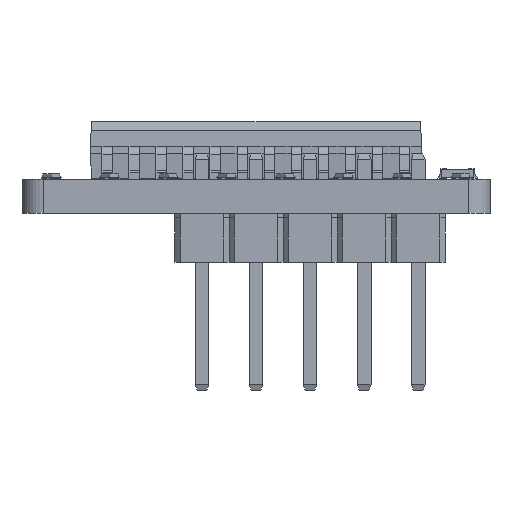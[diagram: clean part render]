
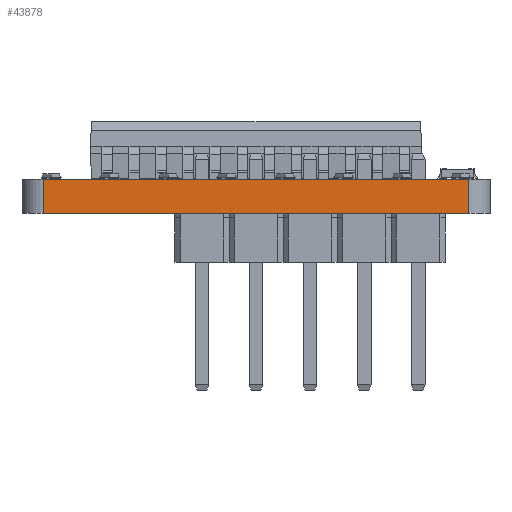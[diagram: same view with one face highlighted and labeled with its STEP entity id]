
A CAD part, front view. The second image highlights one B-rep face of the part: STEP entity #43878.
In plain terms, the highlighted planar face has unit normal (0, -1, 0).
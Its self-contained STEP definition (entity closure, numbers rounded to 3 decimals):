
#42608 = PLANE('',#42609);
#42609 = AXIS2_PLACEMENT_3D('',#42610,#42611,#42612);
#42610 = CARTESIAN_POINT('',(11.,27.,1.6));
#42611 = DIRECTION('',(0.,0.,1.));
#42612 = DIRECTION('',(1.,0.,-0.));
#42662 = PLANE('',#42663);
#42663 = AXIS2_PLACEMENT_3D('',#42664,#42665,#42666);
#42664 = CARTESIAN_POINT('',(11.,27.,0.));
#42665 = DIRECTION('',(0.,0.,1.));
#42666 = DIRECTION('',(1.,0.,-0.));
#42859 = VERTEX_POINT('',#42860);
#42860 = CARTESIAN_POINT('',(1.,0.,0.));
#42875 = CYLINDRICAL_SURFACE('',#42876,1.);
#42876 = AXIS2_PLACEMENT_3D('',#42877,#42878,#42879);
#42877 = CARTESIAN_POINT('',(1.,1.,0.));
#42878 = DIRECTION('',(-0.,-0.,-1.));
#42879 = DIRECTION('',(1.,0.,-0.));
#42887 = EDGE_CURVE('',#42859,#42888,#42890,.T.);
#42888 = VERTEX_POINT('',#42889);
#42889 = CARTESIAN_POINT('',(21.,-0.,0.));
#42890 = SURFACE_CURVE('',#42891,(#42895,#42902),.PCURVE_S1.);
#42891 = LINE('',#42892,#42893);
#42892 = CARTESIAN_POINT('',(1.,0.,0.));
#42893 = VECTOR('',#42894,1.);
#42894 = DIRECTION('',(1.,-0.,0.));
#42895 = PCURVE('',#42662,#42896);
#42896 = DEFINITIONAL_REPRESENTATION('',(#42897),#42901);
#42897 = LINE('',#42898,#42899);
#42898 = CARTESIAN_POINT('',(-10.,-27.));
#42899 = VECTOR('',#42900,1.);
#42900 = DIRECTION('',(1.,0.));
#42901 = ( GEOMETRIC_REPRESENTATION_CONTEXT(2) 
PARAMETRIC_REPRESENTATION_CONTEXT() REPRESENTATION_CONTEXT('2D SPACE',''
  ) );
#42902 = PCURVE('',#42903,#42908);
#42903 = PLANE('',#42904);
#42904 = AXIS2_PLACEMENT_3D('',#42905,#42906,#42907);
#42905 = CARTESIAN_POINT('',(1.,0.,0.));
#42906 = DIRECTION('',(0.,1.,-0.));
#42907 = DIRECTION('',(1.,-0.,0.));
#42908 = DEFINITIONAL_REPRESENTATION('',(#42909),#42913);
#42909 = LINE('',#42910,#42911);
#42910 = CARTESIAN_POINT('',(0.,0.));
#42911 = VECTOR('',#42912,1.);
#42912 = DIRECTION('',(1.,0.));
#42913 = ( GEOMETRIC_REPRESENTATION_CONTEXT(2) 
PARAMETRIC_REPRESENTATION_CONTEXT() REPRESENTATION_CONTEXT('2D SPACE',''
  ) );
#42932 = CYLINDRICAL_SURFACE('',#42933,1.);
#42933 = AXIS2_PLACEMENT_3D('',#42934,#42935,#42936);
#42934 = CARTESIAN_POINT('',(21.,1.,0.));
#42935 = DIRECTION('',(-0.,-0.,-1.));
#42936 = DIRECTION('',(1.,0.,-0.));
#43367 = VERTEX_POINT('',#43368);
#43368 = CARTESIAN_POINT('',(1.,0.,1.6));
#43390 = EDGE_CURVE('',#43367,#43391,#43393,.T.);
#43391 = VERTEX_POINT('',#43392);
#43392 = CARTESIAN_POINT('',(21.,0.,1.6));
#43393 = SURFACE_CURVE('',#43394,(#43398,#43405),.PCURVE_S1.);
#43394 = LINE('',#43395,#43396);
#43395 = CARTESIAN_POINT('',(1.,0.,1.6));
#43396 = VECTOR('',#43397,1.);
#43397 = DIRECTION('',(1.,-0.,0.));
#43398 = PCURVE('',#42608,#43399);
#43399 = DEFINITIONAL_REPRESENTATION('',(#43400),#43404);
#43400 = LINE('',#43401,#43402);
#43401 = CARTESIAN_POINT('',(-10.,-27.));
#43402 = VECTOR('',#43403,1.);
#43403 = DIRECTION('',(1.,0.));
#43404 = ( GEOMETRIC_REPRESENTATION_CONTEXT(2) 
PARAMETRIC_REPRESENTATION_CONTEXT() REPRESENTATION_CONTEXT('2D SPACE',''
  ) );
#43405 = PCURVE('',#42903,#43406);
#43406 = DEFINITIONAL_REPRESENTATION('',(#43407),#43411);
#43407 = LINE('',#43408,#43409);
#43408 = CARTESIAN_POINT('',(0.,-1.6));
#43409 = VECTOR('',#43410,1.);
#43410 = DIRECTION('',(1.,0.));
#43411 = ( GEOMETRIC_REPRESENTATION_CONTEXT(2) 
PARAMETRIC_REPRESENTATION_CONTEXT() REPRESENTATION_CONTEXT('2D SPACE',''
  ) );
#43828 = EDGE_CURVE('',#42888,#43391,#43829,.T.);
#43829 = SURFACE_CURVE('',#43830,(#43834,#43841),.PCURVE_S1.);
#43830 = LINE('',#43831,#43832);
#43831 = CARTESIAN_POINT('',(21.,-0.,0.));
#43832 = VECTOR('',#43833,1.);
#43833 = DIRECTION('',(0.,0.,1.));
#43834 = PCURVE('',#42932,#43835);
#43835 = DEFINITIONAL_REPRESENTATION('',(#43836),#43840);
#43836 = LINE('',#43837,#43838);
#43837 = CARTESIAN_POINT('',(-4.712,0.));
#43838 = VECTOR('',#43839,1.);
#43839 = DIRECTION('',(-0.,-1.));
#43840 = ( GEOMETRIC_REPRESENTATION_CONTEXT(2) 
PARAMETRIC_REPRESENTATION_CONTEXT() REPRESENTATION_CONTEXT('2D SPACE',''
  ) );
#43841 = PCURVE('',#42903,#43842);
#43842 = DEFINITIONAL_REPRESENTATION('',(#43843),#43847);
#43843 = LINE('',#43844,#43845);
#43844 = CARTESIAN_POINT('',(20.,0.));
#43845 = VECTOR('',#43846,1.);
#43846 = DIRECTION('',(0.,-1.));
#43847 = ( GEOMETRIC_REPRESENTATION_CONTEXT(2) 
PARAMETRIC_REPRESENTATION_CONTEXT() REPRESENTATION_CONTEXT('2D SPACE',''
  ) );
#43857 = EDGE_CURVE('',#42859,#43367,#43858,.T.);
#43858 = SURFACE_CURVE('',#43859,(#43863,#43870),.PCURVE_S1.);
#43859 = LINE('',#43860,#43861);
#43860 = CARTESIAN_POINT('',(1.,0.,0.));
#43861 = VECTOR('',#43862,1.);
#43862 = DIRECTION('',(0.,0.,1.));
#43863 = PCURVE('',#42875,#43864);
#43864 = DEFINITIONAL_REPRESENTATION('',(#43865),#43869);
#43865 = LINE('',#43866,#43867);
#43866 = CARTESIAN_POINT('',(-4.712,0.));
#43867 = VECTOR('',#43868,1.);
#43868 = DIRECTION('',(-0.,-1.));
#43869 = ( GEOMETRIC_REPRESENTATION_CONTEXT(2) 
PARAMETRIC_REPRESENTATION_CONTEXT() REPRESENTATION_CONTEXT('2D SPACE',''
  ) );
#43870 = PCURVE('',#42903,#43871);
#43871 = DEFINITIONAL_REPRESENTATION('',(#43872),#43876);
#43872 = LINE('',#43873,#43874);
#43873 = CARTESIAN_POINT('',(0.,0.));
#43874 = VECTOR('',#43875,1.);
#43875 = DIRECTION('',(0.,-1.));
#43876 = ( GEOMETRIC_REPRESENTATION_CONTEXT(2) 
PARAMETRIC_REPRESENTATION_CONTEXT() REPRESENTATION_CONTEXT('2D SPACE',''
  ) );
#43878 = ADVANCED_FACE('',(#43879),#42903,.F.);
#43879 = FACE_BOUND('',#43880,.F.);
#43880 = EDGE_LOOP('',(#43881,#43882,#43883,#43884));
#43881 = ORIENTED_EDGE('',*,*,#43857,.T.);
#43882 = ORIENTED_EDGE('',*,*,#43390,.T.);
#43883 = ORIENTED_EDGE('',*,*,#43828,.F.);
#43884 = ORIENTED_EDGE('',*,*,#42887,.F.);
